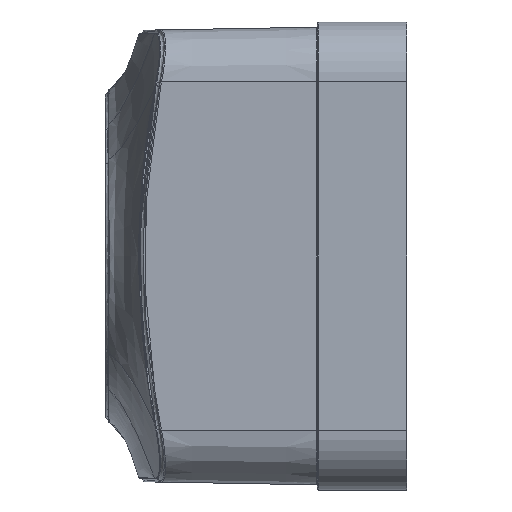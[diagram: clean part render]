
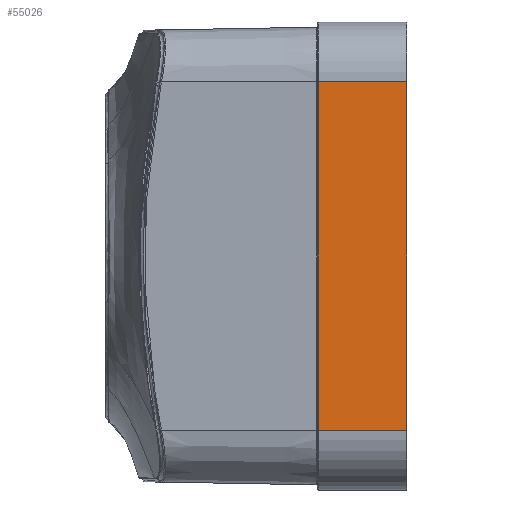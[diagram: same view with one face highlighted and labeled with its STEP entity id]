
A CAD part, left-side view. The second image highlights one B-rep face of the part: STEP entity #55026.
In plain terms, the highlighted planar face has unit normal (-1, 0, 0).
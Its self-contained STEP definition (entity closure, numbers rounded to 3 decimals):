
#3007 = CARTESIAN_POINT ( 'NONE',  ( -96.2, 0., 24.1 ) ) ;
#8115 = VECTOR ( 'NONE', #101920, 1000. ) ;
#15680 = CARTESIAN_POINT ( 'NONE',  ( -96.2, 0., -24.1 ) ) ;
#15767 = EDGE_CURVE ( 'NONE', #73549, #42392, #34651, .T. ) ;
#18184 = DIRECTION ( 'NONE',  ( 0., 1., 0. ) ) ;
#20559 = CARTESIAN_POINT ( 'NONE',  ( -96.2, 0., 24.1 ) ) ;
#21604 = AXIS2_PLACEMENT_3D ( 'NONE', #3007, #53548, #53010 ) ;
#21632 = DIRECTION ( 'NONE',  ( 0., 0., -1. ) ) ;
#23347 = LINE ( 'NONE', #31567, #50497 ) ;
#23830 = CARTESIAN_POINT ( 'NONE',  ( -96.2, 12.3, 24.1 ) ) ;
#31567 = CARTESIAN_POINT ( 'NONE',  ( -96.2, 12.3, -24.1 ) ) ;
#34651 = LINE ( 'NONE', #68149, #87686 ) ;
#36500 = FACE_OUTER_BOUND ( 'NONE', #76953, .T. ) ;
#42392 = VERTEX_POINT ( 'NONE', #94287 ) ;
#43125 = CARTESIAN_POINT ( 'NONE',  ( -96.2, 0., 24.1 ) ) ;
#50497 = VECTOR ( 'NONE', #106310, 1000. ) ;
#53010 = DIRECTION ( 'NONE',  ( 0., 0., 1. ) ) ;
#53548 = DIRECTION ( 'NONE',  ( -1., 0., 0. ) ) ;
#53646 = EDGE_CURVE ( 'NONE', #42392, #65973, #23347, .T. ) ;
#53684 = VECTOR ( 'NONE', #21632, 1000. ) ;
#55026 = ADVANCED_FACE ( 'NONE', ( #36500 ), #105701, .T. ) ;
#55083 = ORIENTED_EDGE ( 'NONE', *, *, #87985, .F. ) ;
#57414 = CARTESIAN_POINT ( 'NONE',  ( -96.2, 0., 24.1 ) ) ;
#60796 = ORIENTED_EDGE ( 'NONE', *, *, #53646, .F. ) ;
#65973 = VERTEX_POINT ( 'NONE', #23830 ) ;
#66490 = ORIENTED_EDGE ( 'NONE', *, *, #15767, .F. ) ;
#68149 = CARTESIAN_POINT ( 'NONE',  ( -96.2, 0., -24.1 ) ) ;
#73549 = VERTEX_POINT ( 'NONE', #15680 ) ;
#75070 = ORIENTED_EDGE ( 'NONE', *, *, #88842, .T. ) ;
#76953 = EDGE_LOOP ( 'NONE', ( #66490, #55083, #75070, #60796 ) ) ;
#77733 = LINE ( 'NONE', #43125, #8115 ) ;
#87686 = VECTOR ( 'NONE', #18184, 1000. ) ;
#87985 = EDGE_CURVE ( 'NONE', #101486, #73549, #96877, .T. ) ;
#88842 = EDGE_CURVE ( 'NONE', #101486, #65973, #77733, .T. ) ;
#94287 = CARTESIAN_POINT ( 'NONE',  ( -96.2, 12.3, -24.1 ) ) ;
#96877 = LINE ( 'NONE', #20559, #53684 ) ;
#101486 = VERTEX_POINT ( 'NONE', #57414 ) ;
#101920 = DIRECTION ( 'NONE',  ( 0., 1., 0. ) ) ;
#105701 = PLANE ( 'NONE',  #21604 ) ;
#106310 = DIRECTION ( 'NONE',  ( 0., 0., 1. ) ) ;
